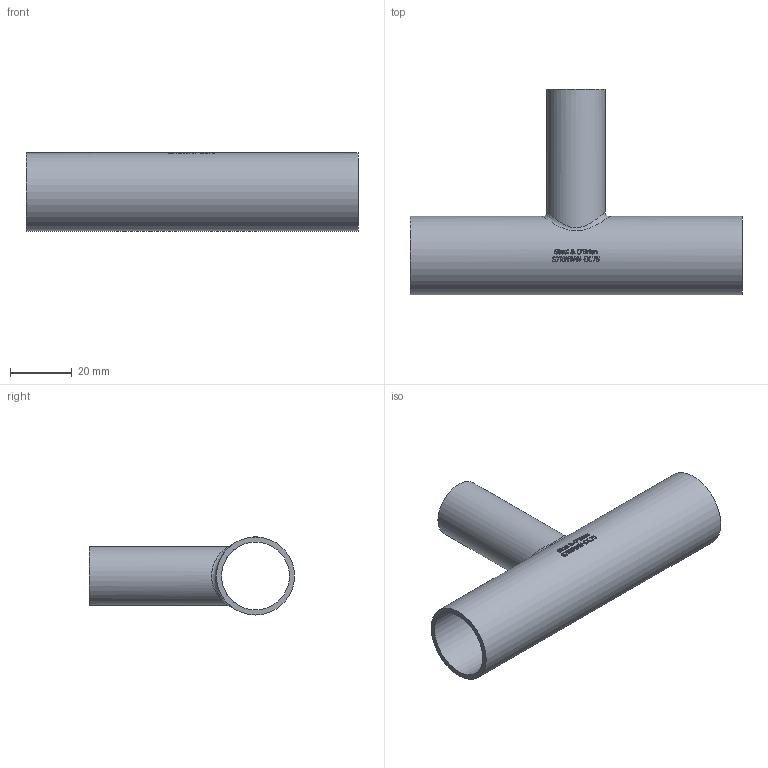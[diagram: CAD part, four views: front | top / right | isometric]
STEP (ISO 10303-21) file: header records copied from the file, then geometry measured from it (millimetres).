
FILE_DESCRIPTION(/* description */ (''),/* implementation_level */ '2;1');
FILE_NAME(/* name */ 'S7RWWW-1X.75.stp',/* time_stamp */ '2018-11-29T08:21:51-05:00',/* author */ ('ken'),/* organization */ (''),/* preprocessor_version */ 'ST-DEVELOPER v15.2',/* originating_system */ 'Autodesk Inventor 2014',/* authorisation */ '');
FILE_SCHEMA (('AUTOMOTIVE_DESIGN { 1 0 10303 214 3 1 1 }'));
Length unit declared in the file: inch
Products named in the file (1): S7RWWW-1X.75
Bounding box: 107.95 x 66.67 x 25.4 mm (x, y, z)
Volume: 16843.1 mm3; surface area: 20720.3 mm2
Topology: 1 solids, 1 shells, 384 faces, 1042 edges, 695 vertices
Faces by surface type: plane 188, bspline 157, cylinder 39
Full cylindrical faces by diameter (mm): 15.748 x1, 19.05 x1, 22.098 x1, 25.4 x1
Entity records: 15214 total; most frequent: CARTESIAN_POINT 6375, ORIENTED_EDGE 2066, DIRECTION 1383, EDGE_CURVE 1033, VERTEX_POINT 691, LINE 509, VECTOR 509, AXIS2_PLACEMENT_3D 437
